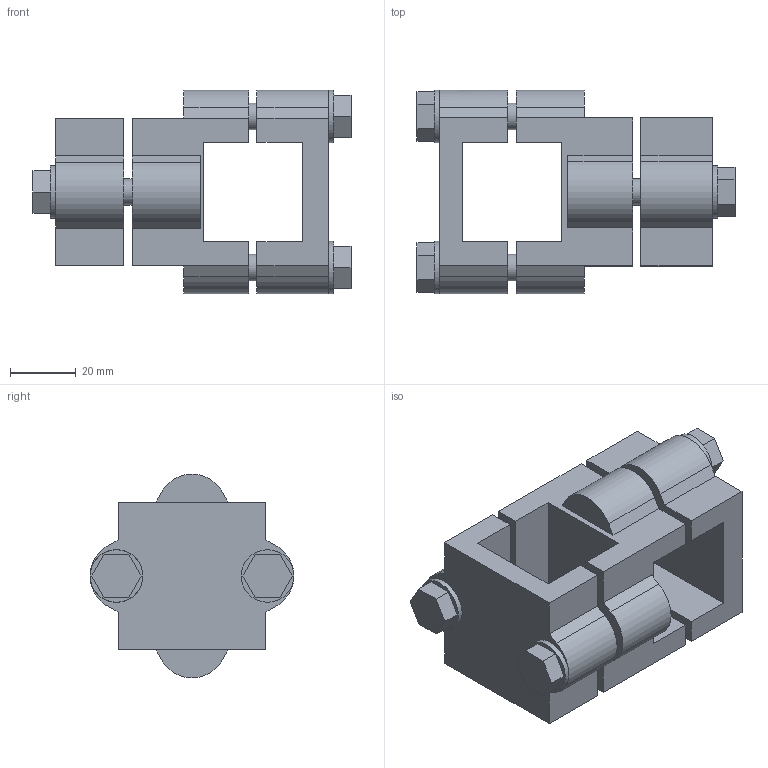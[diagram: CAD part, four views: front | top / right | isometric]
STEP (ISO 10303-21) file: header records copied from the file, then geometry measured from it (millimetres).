
FILE_DESCRIPTION( ( 'STEP AP214' ), '1' );
FILE_NAME( 'K0473.523030.stp', '2021-01-06T10:46:19', ( '' ), ( '' ), ' ', 'PARTsolutions', ' ' );
FILE_SCHEMA( ( 'AUTOMOTIVE_DESIGN { 1 0 10303 214 1 1 1 1 }' ) );
Length unit declared in the file: millimetre
Products named in the file (1): _K0473.523030
Bounding box: 96.8 x 62 x 62 mm (x, y, z)
Volume: 109618.1 mm3; surface area: 32336.7 mm2
Topology: 1 solids, 1 shells, 106 faces, 287 edges, 191 vertices
Faces by surface type: plane 90, cylinder 16
Full cylindrical faces by diameter (mm): 8 x4, 16 x4
Entity records: 4068 total; most frequent: CARTESIAN_POINT 563, ORIENTED_EDGE 544, DIRECTION 522, EDGE_CURVE 272, LINE 236, VECTOR 236, VERTEX_POINT 184, AXIS2_PLACEMENT_3D 143
